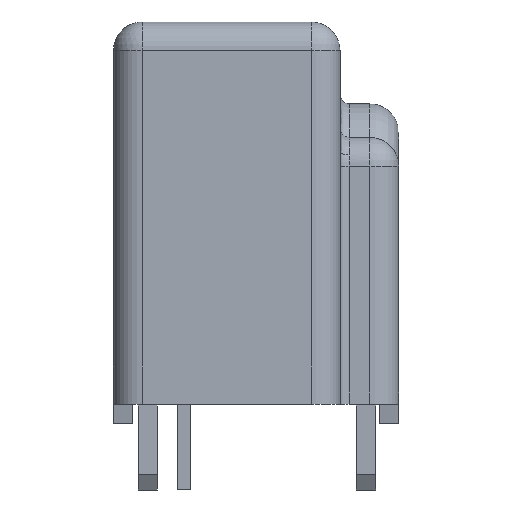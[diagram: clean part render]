
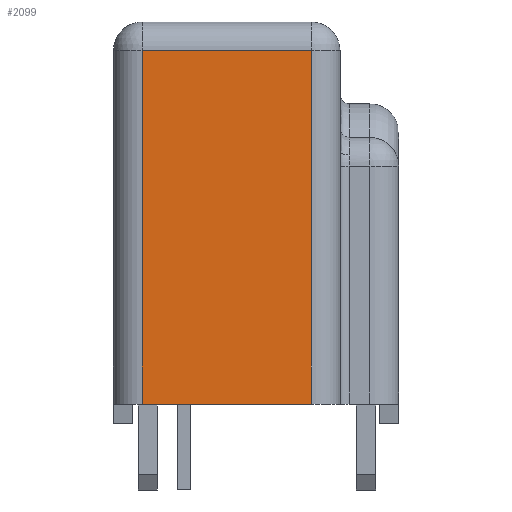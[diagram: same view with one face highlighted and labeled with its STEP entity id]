
A CAD part, left-side view. The second image highlights one B-rep face of the part: STEP entity #2099.
In plain terms, the highlighted planar face has unit normal (-1, 0, 0).
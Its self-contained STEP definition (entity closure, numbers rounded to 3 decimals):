
#202=FACE_OUTER_BOUND('',#328,.T.);
#328=EDGE_LOOP('',(#1708,#1709,#1710,#1711));
#522=LINE('',#3445,#766);
#524=LINE('',#3458,#768);
#525=LINE('',#3462,#769);
#526=LINE('',#3463,#770);
#766=VECTOR('',#2700,8.865);
#768=VECTOR('',#2720,18.5);
#769=VECTOR('',#2725,18.5);
#770=VECTOR('',#2726,8.865);
#982=VERTEX_POINT('',#3440);
#983=VERTEX_POINT('',#3443);
#985=VERTEX_POINT('',#3457);
#986=VERTEX_POINT('',#3461);
#1237=EDGE_CURVE('',#983,#982,#522,.T.);
#1243=EDGE_CURVE('',#985,#982,#524,.T.);
#1245=EDGE_CURVE('',#986,#983,#525,.T.);
#1246=EDGE_CURVE('',#986,#985,#526,.T.);
#1708=ORIENTED_EDGE('',*,*,#1237,.F.);
#1709=ORIENTED_EDGE('',*,*,#1245,.F.);
#1710=ORIENTED_EDGE('',*,*,#1246,.T.);
#1711=ORIENTED_EDGE('',*,*,#1243,.T.);
#1975=PLANE('',#2274);
#2099=ADVANCED_FACE('',(#202),#1975,.T.);
#2274=AXIS2_PLACEMENT_3D('',#3460,#2723,#2724);
#2700=DIRECTION('',(0.,-1.,0.));
#2720=DIRECTION('',(0.,0.,1.));
#2723=DIRECTION('center_axis',(-1.,0.,0.));
#2724=DIRECTION('ref_axis',(0.,0.,1.));
#2725=DIRECTION('',(0.,0.,1.));
#2726=DIRECTION('',(0.,-1.,0.));
#3440=CARTESIAN_POINT('',(-7.755,2.86,19.5));
#3443=CARTESIAN_POINT('',(-7.755,11.725,19.5));
#3445=CARTESIAN_POINT('',(-7.755,5.076,19.5));
#3457=CARTESIAN_POINT('',(-7.755,2.86,1.));
#3458=CARTESIAN_POINT('',(-7.755,2.86,1.));
#3460=CARTESIAN_POINT('Origin',(-7.755,2.86,1.));
#3461=CARTESIAN_POINT('',(-7.755,11.725,1.));
#3462=CARTESIAN_POINT('',(-7.755,11.725,1.));
#3463=CARTESIAN_POINT('',(-7.755,11.725,1.));
